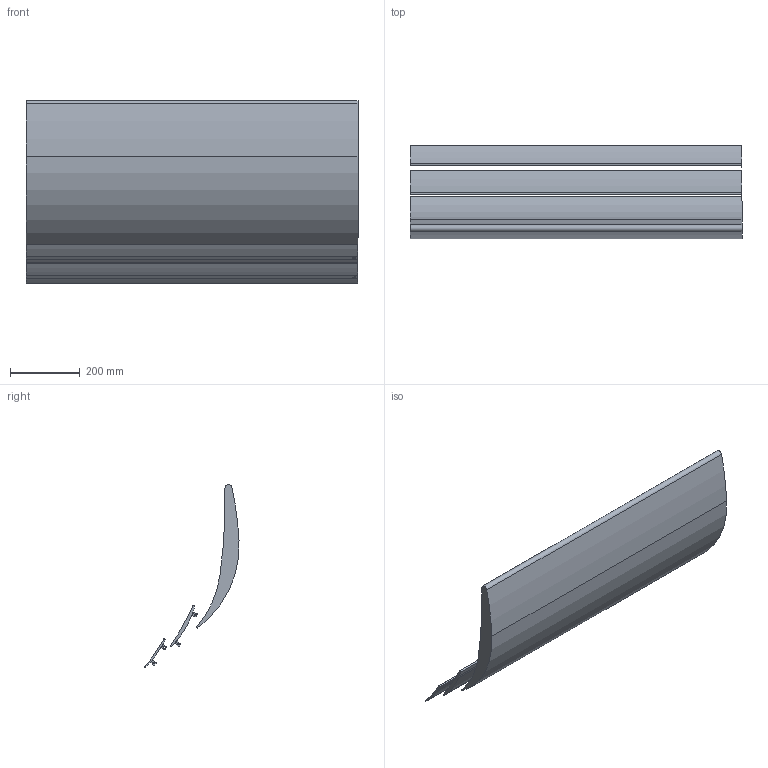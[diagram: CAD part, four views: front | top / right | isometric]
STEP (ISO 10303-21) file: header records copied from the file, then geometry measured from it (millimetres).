
FILE_DESCRIPTION(/* description */ (''),/* implementation_level */ '2;1');
FILE_NAME(/* name */ 'R-onlywing.stp',/* time_stamp */ '2017-11-15T12:22:30+09:00',/* author */ ('KITformula'),/* organization */ (''),/* preprocessor_version */ 'ST-DEVELOPER v16.13',/* originating_system */ 'Autodesk Inventor 2018',/* authorisation */ '');
FILE_SCHEMA (('AUTOMOTIVE_DESIGN { 1 0 10303 214 3 1 1 }'));
Length unit declared in the file: millimetre
Products named in the file (5): R-wing; element_1; element_2; cover_re; element_clip
Assembly tree (7 placements, depth 2):
  R-wing
    element_1
    element_2
    cover_re
    element_clip  x4
Bounding box: 950 x 269.15 x 522.66 mm (x, y, z)
Volume: 14520753.9 mm3; surface area: 1332504.8 mm2
Topology: 7 solids, 7 shells, 100 faces, 226 edges, 140 vertices
Faces by surface type: plane 58, cylinder 42
Full cylindrical faces by diameter (mm): 5 x8
Entity records: 1522 total; most frequent: DIRECTION 268, CARTESIAN_POINT 230, ORIENTED_EDGE 208, AXIS2_PLACEMENT_3D 106, EDGE_CURVE 104, VERTEX_POINT 68, LINE 56, VECTOR 56
